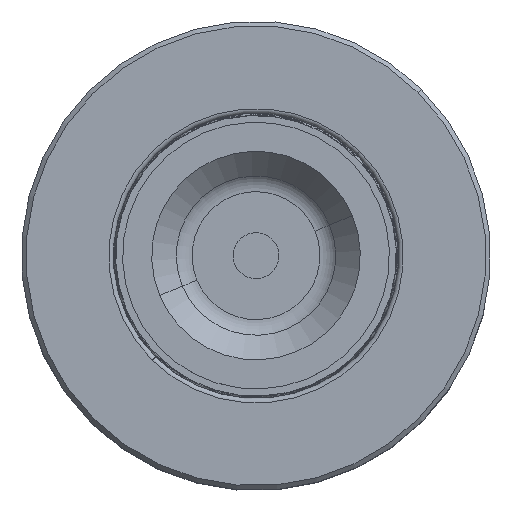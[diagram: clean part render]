
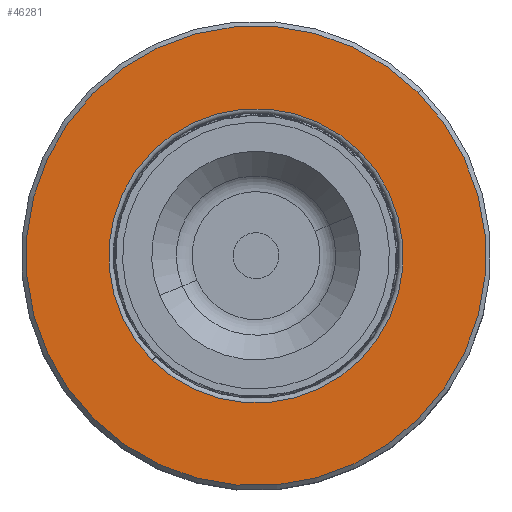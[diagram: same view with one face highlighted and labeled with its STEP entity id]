
A CAD part, top view. The second image highlights one B-rep face of the part: STEP entity #46281.
In plain terms, the highlighted face is planar.
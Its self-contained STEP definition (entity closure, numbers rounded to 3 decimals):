
#107 = ORIENTED_EDGE ( 'NONE', *, *, #20087, .T. ) ;
#3362 = DIRECTION ( 'NONE',  ( 0., -1., 0. ) ) ;
#5205 = PLANE ( 'NONE',  #22862 ) ;
#5634 = CIRCLE ( 'NONE', #37006, 16. ) ;
#7414 = DIRECTION ( 'NONE',  ( 0., 0., -1. ) ) ;
#7643 = DIRECTION ( 'NONE',  ( 0., 0., -1. ) ) ;
#8437 = CIRCLE ( 'NONE', #25275, 16. ) ;
#9035 = FACE_OUTER_BOUND ( 'NONE', #49425, .T. ) ;
#12418 = CIRCLE ( 'NONE', #40498, 25. ) ;
#12758 = CARTESIAN_POINT ( 'NONE',  ( 0., 15.687, 0. ) ) ;
#15645 = ORIENTED_EDGE ( 'NONE', *, *, #16102, .F. ) ;
#16102 = EDGE_CURVE ( 'NONE', #50372, #22103, #12418, .T. ) ;
#16912 = CARTESIAN_POINT ( 'NONE',  ( 0., 15.687, -25. ) ) ;
#20087 = EDGE_CURVE ( 'NONE', #52574, #25952, #5634, .T. ) ;
#21031 = CARTESIAN_POINT ( 'NONE',  ( 0., 15.687, 25. ) ) ;
#21392 = DIRECTION ( 'NONE',  ( 0., -1., 0. ) ) ;
#22103 = VERTEX_POINT ( 'NONE', #16912 ) ;
#22862 = AXIS2_PLACEMENT_3D ( 'NONE', #49910, #41241, #24644 ) ;
#24644 = DIRECTION ( 'NONE',  ( 0., 0., 1. ) ) ;
#25037 = DIRECTION ( 'NONE',  ( 0., 0., -1. ) ) ;
#25275 = AXIS2_PLACEMENT_3D ( 'NONE', #53900, #28610, #7643 ) ;
#25952 = VERTEX_POINT ( 'NONE', #43491 ) ;
#26102 = ORIENTED_EDGE ( 'NONE', *, *, #44581, .T. ) ;
#28593 = CARTESIAN_POINT ( 'NONE',  ( 0., 15.687, 16. ) ) ;
#28610 = DIRECTION ( 'NONE',  ( 0., -1., 0. ) ) ;
#29240 = DIRECTION ( 'NONE',  ( 0., -1., 0. ) ) ;
#32253 = AXIS2_PLACEMENT_3D ( 'NONE', #49963, #3362, #7414 ) ;
#36554 = ORIENTED_EDGE ( 'NONE', *, *, #42542, .F. ) ;
#37006 = AXIS2_PLACEMENT_3D ( 'NONE', #41808, #29240, #25037 ) ;
#40498 = AXIS2_PLACEMENT_3D ( 'NONE', #12758, #21392, #50879 ) ;
#41241 = DIRECTION ( 'NONE',  ( 0., 1., 0. ) ) ;
#41808 = CARTESIAN_POINT ( 'NONE',  ( 0., 15.687, 0. ) ) ;
#42542 = EDGE_CURVE ( 'NONE', #22103, #50372, #44781, .T. ) ;
#43491 = CARTESIAN_POINT ( 'NONE',  ( 0., 15.687, -16. ) ) ;
#44581 = EDGE_CURVE ( 'NONE', #25952, #52574, #8437, .T. ) ;
#44781 = CIRCLE ( 'NONE', #32253, 25. ) ;
#46281 = ADVANCED_FACE ( 'NONE', ( #47253, #9035 ), #5205, .T. ) ;
#47253 = FACE_BOUND ( 'NONE', #50266, .T. ) ;
#49425 = EDGE_LOOP ( 'NONE', ( #36554, #15645 ) ) ;
#49910 = CARTESIAN_POINT ( 'NONE',  ( 25., 15.687, 0. ) ) ;
#49963 = CARTESIAN_POINT ( 'NONE',  ( 0., 15.687, 0. ) ) ;
#50266 = EDGE_LOOP ( 'NONE', ( #26102, #107 ) ) ;
#50372 = VERTEX_POINT ( 'NONE', #21031 ) ;
#50879 = DIRECTION ( 'NONE',  ( 0., 0., -1. ) ) ;
#52574 = VERTEX_POINT ( 'NONE', #28593 ) ;
#53900 = CARTESIAN_POINT ( 'NONE',  ( 0., 15.687, 0. ) ) ;
